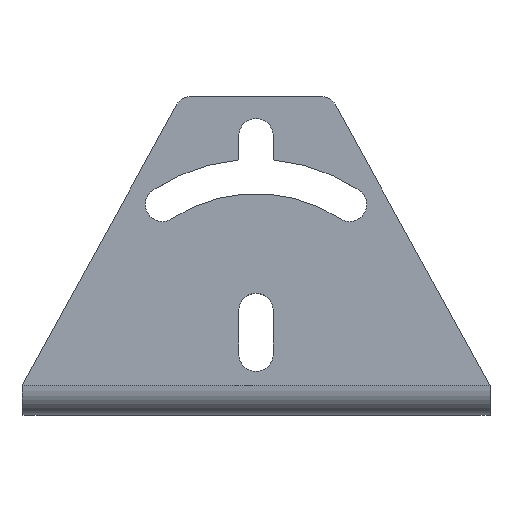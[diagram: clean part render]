
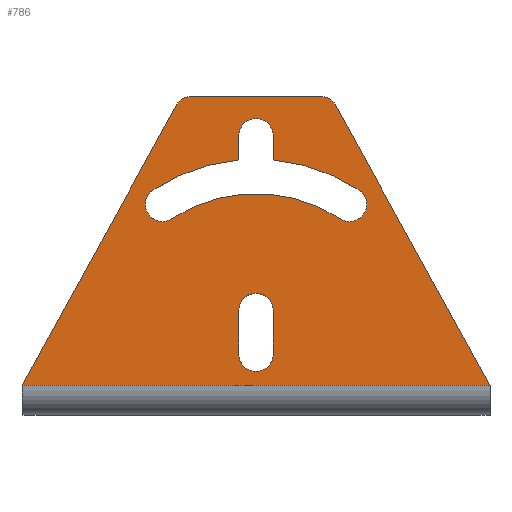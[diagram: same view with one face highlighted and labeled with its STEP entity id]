
A CAD part, top view. The second image highlights one B-rep face of the part: STEP entity #786.
In plain terms, the highlighted planar face has unit normal (0, 0, 1).
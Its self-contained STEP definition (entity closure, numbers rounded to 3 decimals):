
#141=DIRECTION('',(-1.,0.,0.));
#142=VECTOR('',#141,150.);
#143=CARTESIAN_POINT('',(0.,9.5,0.));
#144=LINE('',#143,#142);
#159=DIRECTION('',(0.483,-0.876,0.));
#160=VECTOR('',#159,102.675);
#161=CARTESIAN_POINT('',(-49.574,99.414,
0.));
#162=LINE('',#161,#160);
#163=DIRECTION('',(0.483,0.876,0.));
#164=VECTOR('',#163,102.675);
#165=CARTESIAN_POINT('',(-150.,9.5,0.));
#166=LINE('',#165,#164);
#167=DIRECTION('',(1.,0.,0.));
#168=VECTOR('',#167,42.094);
#169=CARTESIAN_POINT('',(-96.047,102.,0.));
#170=LINE('',#169,#168);
#171=CARTESIAN_POINT('',(-75.,33.5,0.));
#172=DIRECTION('',(0.,0.,1.));
#173=DIRECTION('',(1.,0.,0.));
#174=AXIS2_PLACEMENT_3D('',#171,#172,#173);
#176=DIRECTION('',(0.,1.,0.));
#177=VECTOR('',#176,14.);
#178=CARTESIAN_POINT('',(-80.5,19.5,0.));
#179=LINE('',#178,#177);
#180=CARTESIAN_POINT('',(-75.,19.5,0.));
#181=DIRECTION('',(0.,0.,1.));
#182=DIRECTION('',(-1.,0.,0.));
#183=AXIS2_PLACEMENT_3D('',#180,#181,#182);
#185=DIRECTION('',(0.,-1.,0.));
#186=VECTOR('',#185,14.);
#187=CARTESIAN_POINT('',(-69.5,33.5,0.));
#188=LINE('',#187,#186);
#189=DIRECTION('',(0.,1.,0.));
#190=VECTOR('',#189,7.753);
#191=CARTESIAN_POINT('',(-80.5,81.747,0.));
#192=LINE('',#191,#190);
#193=CARTESIAN_POINT('',(-75.,22.,0.));
#194=DIRECTION('',(0.,0.,1.));
#195=DIRECTION('',(-0.092,0.996,0.));
#196=AXIS2_PLACEMENT_3D('',#193,#194,#195);
#198=CARTESIAN_POINT('',(-105.,67.5,0.));
#199=DIRECTION('',(0.,0.,1.));
#200=DIRECTION('',(-0.55,0.835,0.));
#201=AXIS2_PLACEMENT_3D('',#198,#199,#200);
#203=CARTESIAN_POINT('',(-75.,22.,0.));
#204=DIRECTION('',(0.,0.,1.));
#205=DIRECTION('',(0.55,0.835,0.));
#206=AXIS2_PLACEMENT_3D('',#203,#204,#205);
#208=CARTESIAN_POINT('',(-45.,67.5,0.));
#209=DIRECTION('',(0.,0.,1.));
#210=DIRECTION('',(-0.55,-0.835,0.));
#211=AXIS2_PLACEMENT_3D('',#208,#209,#210);
#213=CARTESIAN_POINT('',(-75.,22.,0.));
#214=DIRECTION('',(0.,0.,1.));
#215=DIRECTION('',(0.55,0.835,0.));
#216=AXIS2_PLACEMENT_3D('',#213,#214,#215);
#218=DIRECTION('',(0.,-1.,0.));
#219=VECTOR('',#218,7.753);
#220=CARTESIAN_POINT('',(-69.5,89.5,0.));
#221=LINE('',#220,#219);
#222=CARTESIAN_POINT('',(-75.,89.5,0.));
#223=DIRECTION('',(0.,0.,1.));
#224=DIRECTION('',(1.,0.,0.));
#225=AXIS2_PLACEMENT_3D('',#222,#223,#224);
#231=CARTESIAN_POINT('',(-53.953,97.,0.));
#232=DIRECTION('',(0.,0.,1.));
#233=DIRECTION('',(0.876,0.483,0.));
#234=AXIS2_PLACEMENT_3D('',#231,#232,#233);
#317=CARTESIAN_POINT('',(-96.047,97.,0.));
#318=DIRECTION('',(0.,0.,1.));
#319=DIRECTION('',(0.,1.,0.));
#320=AXIS2_PLACEMENT_3D('',#317,#318,#319);
#446=CARTESIAN_POINT('',(-150.,9.5,0.));
#448=VERTEX_POINT('',#446);
#450=CARTESIAN_POINT('',(0.,9.5,0.));
#452=VERTEX_POINT('',#450);
#461=CARTESIAN_POINT('',(-49.574,99.414,
0.));
#463=VERTEX_POINT('',#461);
#465=CARTESIAN_POINT('',(-53.953,102.,0.));
#466=VERTEX_POINT('',#465);
#469=CARTESIAN_POINT('',(-96.047,102.,0.));
#471=VERTEX_POINT('',#469);
#473=CARTESIAN_POINT('',(-100.426,99.414,
0.));
#474=VERTEX_POINT('',#473);
#517=CARTESIAN_POINT('',(-69.5,33.5,0.));
#518=CARTESIAN_POINT('',(-80.5,33.5,0.));
#519=VERTEX_POINT('',#517);
#520=VERTEX_POINT('',#518);
#521=CARTESIAN_POINT('',(-69.5,19.5,0.));
#522=VERTEX_POINT('',#521);
#523=CARTESIAN_POINT('',(-80.5,19.5,0.));
#524=VERTEX_POINT('',#523);
#533=CARTESIAN_POINT('',(-48.028,62.908,
0.));
#534=CARTESIAN_POINT('',(-41.972,72.092,
0.));
#535=VERTEX_POINT('',#533);
#536=VERTEX_POINT('',#534);
#537=CARTESIAN_POINT('',(-101.972,62.908,
0.));
#538=VERTEX_POINT('',#537);
#539=CARTESIAN_POINT('',(-108.028,72.092,
0.));
#540=VERTEX_POINT('',#539);
#549=CARTESIAN_POINT('',(-80.5,81.747,0.));
#550=CARTESIAN_POINT('',(-80.5,89.5,0.));
#551=VERTEX_POINT('',#549);
#552=VERTEX_POINT('',#550);
#553=CARTESIAN_POINT('',(-69.5,89.5,0.));
#554=VERTEX_POINT('',#553);
#555=CARTESIAN_POINT('',(-69.5,81.747,0.));
#556=VERTEX_POINT('',#555);
#740=CARTESIAN_POINT('',(0.,102.,0.));
#741=DIRECTION('',(0.,0.,1.));
#742=DIRECTION('',(0.,-1.,0.));
#743=AXIS2_PLACEMENT_3D('',#740,#741,#742);
#744=PLANE('',#743);
#746=ORIENTED_EDGE('',*,*,#745,.F.);
#748=ORIENTED_EDGE('',*,*,#747,.T.);
#749=ORIENTED_EDGE('',*,*,#731,.T.);
#751=ORIENTED_EDGE('',*,*,#750,.T.);
#753=ORIENTED_EDGE('',*,*,#752,.F.);
#755=ORIENTED_EDGE('',*,*,#754,.T.);
#756=EDGE_LOOP('',(#746,#748,#749,#751,#753,#755));
#757=FACE_OUTER_BOUND('',#756,.F.);
#759=ORIENTED_EDGE('',*,*,#758,.T.);
#761=ORIENTED_EDGE('',*,*,#760,.F.);
#763=ORIENTED_EDGE('',*,*,#762,.T.);
#765=ORIENTED_EDGE('',*,*,#764,.F.);
#766=EDGE_LOOP('',(#759,#761,#763,#765));
#767=FACE_BOUND('',#766,.F.);
#769=ORIENTED_EDGE('',*,*,#768,.F.);
#771=ORIENTED_EDGE('',*,*,#770,.T.);
#773=ORIENTED_EDGE('',*,*,#772,.T.);
#775=ORIENTED_EDGE('',*,*,#774,.F.);
#777=ORIENTED_EDGE('',*,*,#776,.T.);
#779=ORIENTED_EDGE('',*,*,#778,.T.);
#781=ORIENTED_EDGE('',*,*,#780,.F.);
#783=ORIENTED_EDGE('',*,*,#782,.T.);
#784=EDGE_LOOP('',(#769,#771,#773,#775,#777,#779,#781,#783));
#785=FACE_BOUND('',#784,.F.);
#786=ADVANCED_FACE('',(#757,#767,#785),#744,.T.);
#175=CIRCLE('',#174,5.5);
#184=CIRCLE('',#183,5.5);
#197=CIRCLE('',#196,60.);
#202=CIRCLE('',#201,5.5);
#207=CIRCLE('',#206,49.);
#212=CIRCLE('',#211,5.5);
#217=CIRCLE('',#216,60.);
#226=CIRCLE('',#225,5.5);
#235=CIRCLE('',#234,5.);
#321=CIRCLE('',#320,5.);
#731=EDGE_CURVE('',#452,#448,#144,.T.);
#745=EDGE_CURVE('',#463,#466,#235,.T.);
#747=EDGE_CURVE('',#463,#452,#162,.T.);
#750=EDGE_CURVE('',#448,#474,#166,.T.);
#752=EDGE_CURVE('',#471,#474,#321,.T.);
#754=EDGE_CURVE('',#471,#466,#170,.T.);
#758=EDGE_CURVE('',#519,#520,#175,.T.);
#760=EDGE_CURVE('',#524,#520,#179,.T.);
#762=EDGE_CURVE('',#524,#522,#184,.T.);
#764=EDGE_CURVE('',#519,#522,#188,.T.);
#768=EDGE_CURVE('',#551,#552,#192,.T.);
#770=EDGE_CURVE('',#551,#540,#197,.T.);
#772=EDGE_CURVE('',#540,#538,#202,.T.);
#774=EDGE_CURVE('',#535,#538,#207,.T.);
#776=EDGE_CURVE('',#535,#536,#212,.T.);
#778=EDGE_CURVE('',#536,#556,#217,.T.);
#780=EDGE_CURVE('',#554,#556,#221,.T.);
#782=EDGE_CURVE('',#554,#552,#226,.T.);
